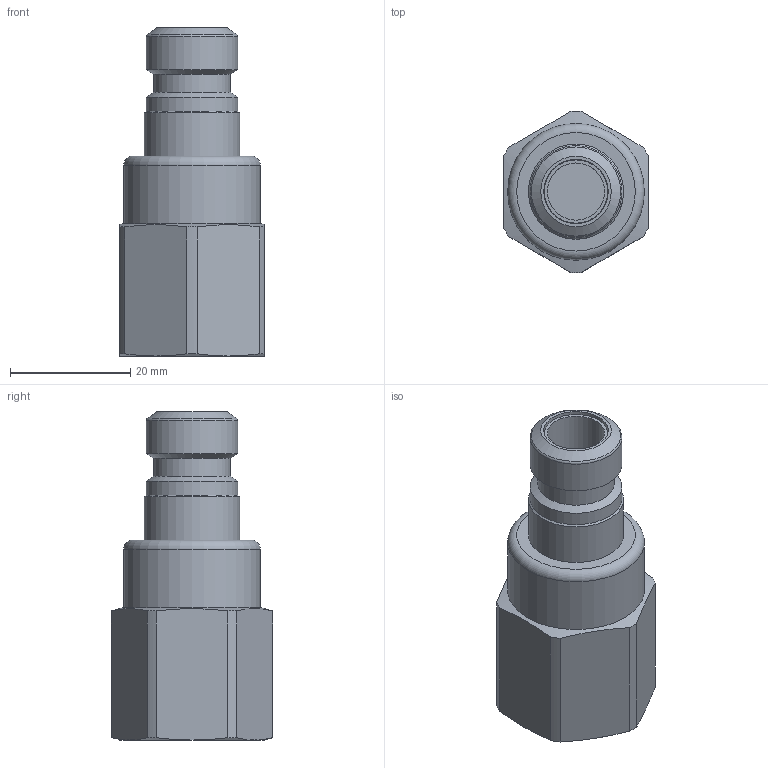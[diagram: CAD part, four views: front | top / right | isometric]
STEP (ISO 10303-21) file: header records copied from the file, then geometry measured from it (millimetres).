
FILE_DESCRIPTION(/* description */ (''),/* implementation_level */ '2;1');
FILE_NAME(/* name */ 'esscig_38_niab.stp',/* time_stamp */ '2022-06-28T12:23:29+02:00',/* author */ ('meier'),/* organization */ (''),/* preprocessor_version */ 'ST-DEVELOPER v18.1',/* originating_system */ 'Autodesk Inventor 2022',/* authorisation */ '0 mm^3');
FILE_SCHEMA (('AUTOMOTIVE_DESIGN { 1 0 10303 214 3 1 1 }'));
Length unit declared in the file: millimetre
Products named in the file (1): LUE_00022517
Bounding box: 24 x 26.8 x 54.5 mm (x, y, z)
Volume: 16265.3 mm3; surface area: 7512.4 mm2
Topology: 1 solids, 1 shells, 55 faces, 117 edges, 72 vertices
Faces by surface type: cylinder 21, plane 16, cone 16, torus 2
Full cylindrical faces by diameter (mm): 9.5 x1, 10.5 x1, 10.7 x1, 11 x1, 11.1 x1, 12.8 x1, 14.95 x1, 15.25 x2, 15.8 x1, 17.9 x1, 18 x1, 18.9 x1, 19 x1, 22.7 x1
Entity records: 1575 total; most frequent: CARTESIAN_POINT 281, DIRECTION 273, ORIENTED_EDGE 234, AXIS2_PLACEMENT_3D 118, EDGE_CURVE 117, VERTEX_POINT 72, EDGE_LOOP 63, CIRCLE 62
